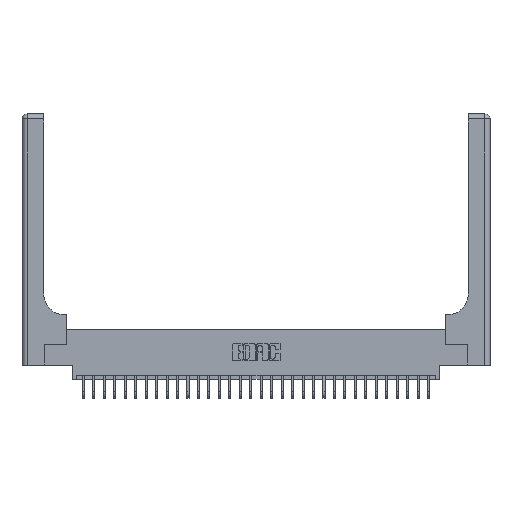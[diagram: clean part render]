
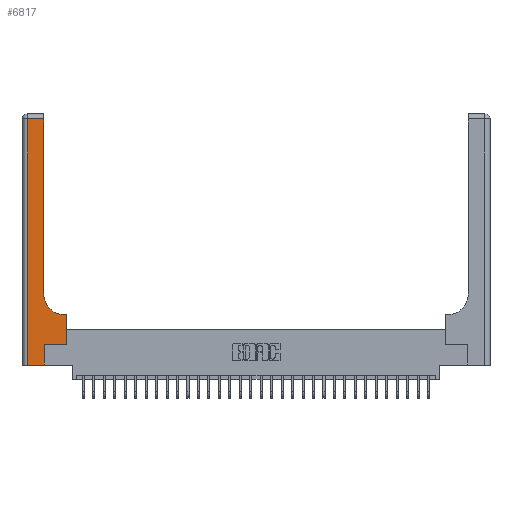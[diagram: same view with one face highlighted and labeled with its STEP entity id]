
A CAD part, top view. The second image highlights one B-rep face of the part: STEP entity #6817.
In plain terms, the highlighted planar face has unit normal (0, 0, 1).
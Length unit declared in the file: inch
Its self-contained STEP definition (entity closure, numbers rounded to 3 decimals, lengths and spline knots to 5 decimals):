
#440 = DIRECTION ( 'NONE',  ( -1., 0., 0. ) ) ;
#706 = DIRECTION ( 'NONE',  ( 0., 0., -1. ) ) ;
#1963 = CARTESIAN_POINT ( 'NONE',  ( 0.528, 0.6, 0.37 ) ) ;
#2240 = VERTEX_POINT ( 'NONE', #14301 ) ;
#2390 = EDGE_LOOP ( 'NONE', ( #18374, #29481, #10318, #7106, #7064, #23119, #18637, #2835, #30327 ) ) ;
#2835 = ORIENTED_EDGE ( 'NONE', *, *, #17754, .T. ) ;
#3392 = CARTESIAN_POINT ( 'NONE',  ( 0.265, 0.25, 0.37 ) ) ;
#4196 = VECTOR ( 'NONE', #23732, 39.37008 ) ;
#4572 = EDGE_CURVE ( 'NONE', #6662, #24559, #26003, .T. ) ;
#4625 = CARTESIAN_POINT ( 'NONE',  ( 0.26, 0.6, 0.37 ) ) ;
#4725 = VECTOR ( 'NONE', #440, 39.37008 ) ;
#4834 = CIRCLE ( 'NONE', #20221, 0.25 ) ;
#5826 = EDGE_CURVE ( 'NONE', #2240, #11275, #18198, .T. ) ;
#5855 = DIRECTION ( 'NONE',  ( -1., 0., 0. ) ) ;
#6662 = VERTEX_POINT ( 'NONE', #7116 ) ;
#6817 = ADVANCED_FACE ( 'NONE', ( #14119 ), #9749, .F. ) ;
#6896 = LINE ( 'NONE', #9582, #28154 ) ;
#7064 = ORIENTED_EDGE ( 'NONE', *, *, #12996, .T. ) ;
#7106 = ORIENTED_EDGE ( 'NONE', *, *, #8570, .T. ) ;
#7116 = CARTESIAN_POINT ( 'NONE',  ( 0.26, 2.94, 0.37 ) ) ;
#7392 = VECTOR ( 'NONE', #28952, 39.37008 ) ;
#7695 = EDGE_CURVE ( 'NONE', #24559, #26637, #27533, .T. ) ;
#7944 = EDGE_CURVE ( 'NONE', #30055, #21795, #4834, .T. ) ;
#8085 = VECTOR ( 'NONE', #18072, 39.37008 ) ;
#8570 = EDGE_CURVE ( 'NONE', #26637, #23102, #19861, .T. ) ;
#8685 = CARTESIAN_POINT ( 'NONE',  ( 0.06, 3., 0.37 ) ) ;
#9136 = DIRECTION ( 'NONE',  ( 0., 1., 0. ) ) ;
#9582 = CARTESIAN_POINT ( 'NONE',  ( 0.26, 3., 0.37 ) ) ;
#9749 = PLANE ( 'NONE',  #23140 ) ;
#9929 = CARTESIAN_POINT ( 'NONE',  ( 0.06, 0., 0.37 ) ) ;
#10063 = VECTOR ( 'NONE', #9136, 39.37008 ) ;
#10260 = DIRECTION ( 'NONE',  ( 0., 0., -1. ) ) ;
#10318 = ORIENTED_EDGE ( 'NONE', *, *, #7695, .T. ) ;
#11275 = VERTEX_POINT ( 'NONE', #21088 ) ;
#12455 = EDGE_CURVE ( 'NONE', #11275, #13021, #22188, .T. ) ;
#12996 = EDGE_CURVE ( 'NONE', #23102, #2240, #24385, .T. ) ;
#13021 = VERTEX_POINT ( 'NONE', #1963 ) ;
#13471 = CARTESIAN_POINT ( 'NONE',  ( 0.06, 2.94, 0.37 ) ) ;
#14119 = FACE_OUTER_BOUND ( 'NONE', #2390, .T. ) ;
#14301 = CARTESIAN_POINT ( 'NONE',  ( 0.265, 0.25, 0.37 ) ) ;
#16402 = CARTESIAN_POINT ( 'NONE',  ( 0., 0., 0.37 ) ) ;
#16529 = CARTESIAN_POINT ( 'NONE',  ( 0., 2.94, 0.37 ) ) ;
#17012 = CARTESIAN_POINT ( 'NONE',  ( 0.51, 0.85, 0.37 ) ) ;
#17304 = CARTESIAN_POINT ( 'NONE',  ( 0., 3., 0.37 ) ) ;
#17305 = CARTESIAN_POINT ( 'NONE',  ( 0.51, 0.6, 0.37 ) ) ;
#17460 = VECTOR ( 'NONE', #20154, 39.37008 ) ;
#17754 = EDGE_CURVE ( 'NONE', #13021, #30055, #23176, .T. ) ;
#18072 = DIRECTION ( 'NONE',  ( 0., -1., 0. ) ) ;
#18198 = LINE ( 'NONE', #3392, #17460 ) ;
#18374 = ORIENTED_EDGE ( 'NONE', *, *, #22568, .T. ) ;
#18637 = ORIENTED_EDGE ( 'NONE', *, *, #12455, .T. ) ;
#18877 = CARTESIAN_POINT ( 'NONE',  ( 0.528, 0.25, 0.37 ) ) ;
#19861 = LINE ( 'NONE', #16402, #7392 ) ;
#20154 = DIRECTION ( 'NONE',  ( 1., 0., 0. ) ) ;
#20221 = AXIS2_PLACEMENT_3D ( 'NONE', #17012, #706, #21885 ) ;
#21088 = CARTESIAN_POINT ( 'NONE',  ( 0.528, 0.25, 0.37 ) ) ;
#21104 = CARTESIAN_POINT ( 'NONE',  ( 0.265, 0., 0.37 ) ) ;
#21561 = DIRECTION ( 'NONE',  ( 0., 1., 0. ) ) ;
#21795 = VERTEX_POINT ( 'NONE', #26184 ) ;
#21885 = DIRECTION ( 'NONE',  ( 1., 0., 0. ) ) ;
#22188 = LINE ( 'NONE', #18877, #4196 ) ;
#22568 = EDGE_CURVE ( 'NONE', #21795, #6662, #6896, .T. ) ;
#23102 = VERTEX_POINT ( 'NONE', #25726 ) ;
#23119 = ORIENTED_EDGE ( 'NONE', *, *, #5826, .T. ) ;
#23140 = AXIS2_PLACEMENT_3D ( 'NONE', #17304, #10260, #5855 ) ;
#23176 = LINE ( 'NONE', #4625, #29422 ) ;
#23732 = DIRECTION ( 'NONE',  ( 0., 1., 0. ) ) ;
#24385 = LINE ( 'NONE', #21104, #10063 ) ;
#24559 = VERTEX_POINT ( 'NONE', #13471 ) ;
#25726 = CARTESIAN_POINT ( 'NONE',  ( 0.265, 0., 0.37 ) ) ;
#25756 = DIRECTION ( 'NONE',  ( -1., 0., 0. ) ) ;
#26003 = LINE ( 'NONE', #16529, #4725 ) ;
#26184 = CARTESIAN_POINT ( 'NONE',  ( 0.26, 0.85, 0.37 ) ) ;
#26637 = VERTEX_POINT ( 'NONE', #9929 ) ;
#27533 = LINE ( 'NONE', #8685, #8085 ) ;
#28154 = VECTOR ( 'NONE', #21561, 39.37008 ) ;
#28952 = DIRECTION ( 'NONE',  ( 1., 0., 0. ) ) ;
#29422 = VECTOR ( 'NONE', #25756, 39.37008 ) ;
#29481 = ORIENTED_EDGE ( 'NONE', *, *, #4572, .T. ) ;
#30055 = VERTEX_POINT ( 'NONE', #17305 ) ;
#30327 = ORIENTED_EDGE ( 'NONE', *, *, #7944, .T. ) ;
